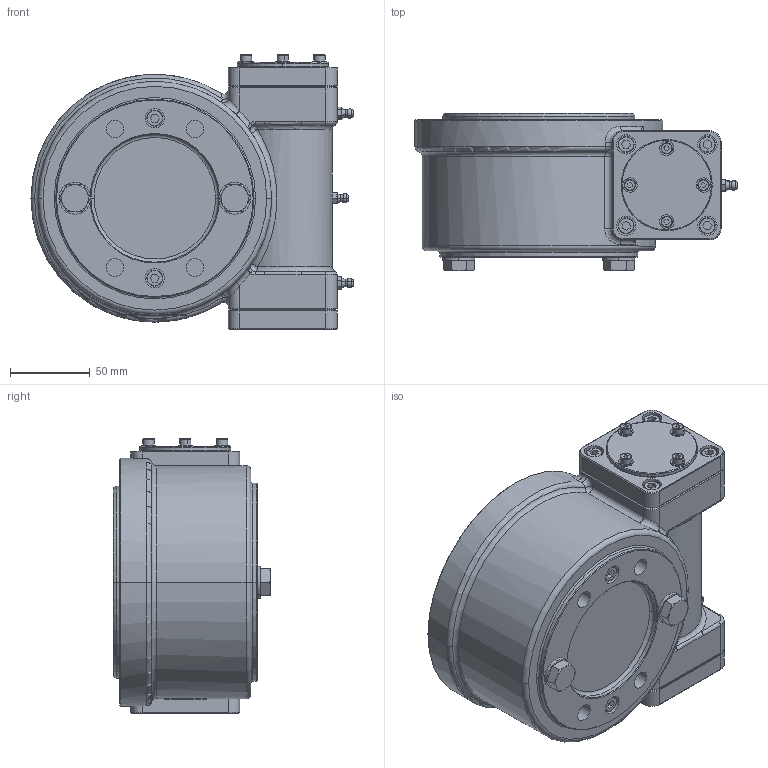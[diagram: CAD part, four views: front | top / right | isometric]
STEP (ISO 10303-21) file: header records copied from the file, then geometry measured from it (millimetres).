
FILE_DESCRIPTION (( 'STEP AP214' ), '1' );
FILE_NAME ('BE130-Z0-RM - SH.STEP', '2018-10-10T08:01:46', ( '' ), ( '' ), 'SwSTEP 2.0', 'SolidWorks 2016', '' );
FILE_SCHEMA (( 'AUTOMOTIVE_DESIGN' ));
Length unit declared in the file: millimetre
Products named in the file (1): BE130-Z0-RM - SH
Bounding box: 201.5 x 98.4 x 171.8 mm (x, y, z)
Surface area: 155082.8 mm2 (no closed solid volume)
Topology: 0 solids, 58 shells, 733 faces, 2409 edges, 1732 vertices
Faces by surface type: plane 335, cylinder 184, cone 90, torus 80, bspline 38, sphere 6
Entity records: 39877 total; most frequent: CARTESIAN_POINT 11360, DIRECTION 4102, ORIENTED_EDGE 3835, EDGE_CURVE 2395, VERTEX_POINT 1726, AXIS2_PLACEMENT_3D 1409, VECTOR 1284, LINE 1284
